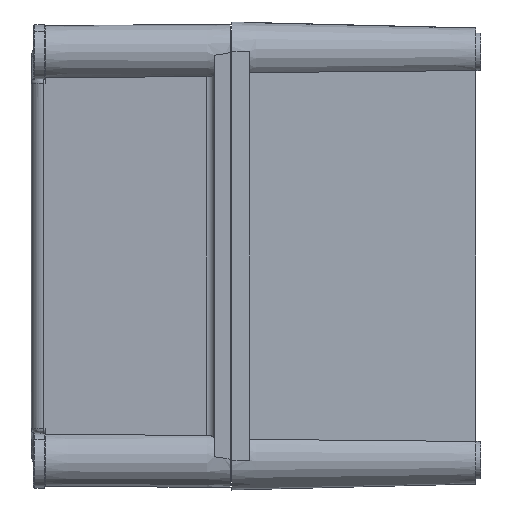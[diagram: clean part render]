
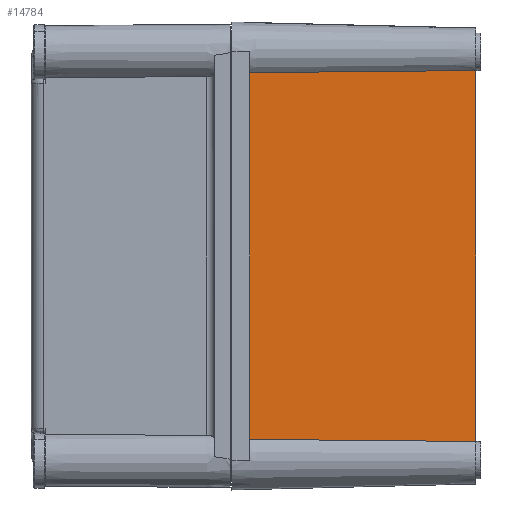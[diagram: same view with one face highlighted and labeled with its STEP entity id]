
A CAD part, left-side view. The second image highlights one B-rep face of the part: STEP entity #14784.
In plain terms, the highlighted planar face has unit normal (-1, -0.026, 0).
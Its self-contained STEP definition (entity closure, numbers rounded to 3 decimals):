
#1205 = EDGE_CURVE ( 'NONE', #4763, #12190, #16754, .T. ) ;
#1576 = CARTESIAN_POINT ( 'NONE',  ( -89.543, 58.937, -73.922 ) ) ;
#1705 = DIRECTION ( 'NONE',  ( -1., -0.026, 0. ) ) ;
#1860 = CARTESIAN_POINT ( 'NONE',  ( -88.75, 28.641, -74.203 ) ) ;
#2120 = ORIENTED_EDGE ( 'NONE', *, *, #4331, .F. ) ;
#2298 = VECTOR ( 'NONE', #21980, 1000. ) ;
#2408 = EDGE_CURVE ( 'NONE', #10455, #12190, #20278, .T. ) ;
#2701 = LINE ( 'NONE', #20235, #2298 ) ;
#3285 = CARTESIAN_POINT ( 'NONE',  ( -90.378, 90.8, -73.656 ) ) ;
#3563 = DIRECTION ( 'NONE',  ( 0.026, -1., 0. ) ) ;
#3598 = ORIENTED_EDGE ( 'NONE', *, *, #22018, .F. ) ;
#4331 = EDGE_CURVE ( 'NONE', #12578, #4763, #2701, .T. ) ;
#4763 = VERTEX_POINT ( 'NONE', #20085 ) ;
#8256 = CARTESIAN_POINT ( 'NONE',  ( -88., 0., -83. ) ) ;
#8971 = DIRECTION ( 'NONE',  ( 0., 0., 1. ) ) ;
#9959 = ORIENTED_EDGE ( 'NONE', *, *, #1205, .F. ) ;
#10094 = CARTESIAN_POINT ( 'NONE',  ( -88., 0., -83. ) ) ;
#10455 = VERTEX_POINT ( 'NONE', #17547 ) ;
#12190 = VERTEX_POINT ( 'NONE', #13781 ) ;
#12357 = CARTESIAN_POINT ( 'NONE',  ( -88.75, 28.641, 74.203 ) ) ;
#12578 = VERTEX_POINT ( 'NONE', #12680 ) ;
#12680 = CARTESIAN_POINT ( 'NONE',  ( -90.378, 90.8, -73.656 ) ) ;
#12969 = VECTOR ( 'NONE', #8971, 1000. ) ;
#13568 = EDGE_LOOP ( 'NONE', ( #2120, #3598, #21269, #9959 ) ) ;
#13781 = CARTESIAN_POINT ( 'NONE',  ( -88., 0., 74.5 ) ) ;
#13808 = CARTESIAN_POINT ( 'NONE',  ( -88., 0., 74.5 ) ) ;
#14071 = CARTESIAN_POINT ( 'NONE',  ( -88., 0., -74.5 ) ) ;
#14784 = ADVANCED_FACE ( 'NONE', ( #21186 ), #20319, .T. ) ;
#15114 = AXIS2_PLACEMENT_3D ( 'NONE', #8256, #1705, #3563 ) ;
#16754 =( BOUNDED_CURVE ( )  B_SPLINE_CURVE ( 3, ( #19055, #17220, #12357, #13808 ),
 .UNSPECIFIED., .F., .F. ) 
 B_SPLINE_CURVE_WITH_KNOTS ( ( 4, 4 ),
 ( 2.296, 2.404 ),
 .UNSPECIFIED. ) 
 CURVE ( )  GEOMETRIC_REPRESENTATION_ITEM ( )  RATIONAL_B_SPLINE_CURVE ( ( 1., 0.999, 0.999, 1. ) ) 
 REPRESENTATION_ITEM ( '' )  );
#17220 = CARTESIAN_POINT ( 'NONE',  ( -89.543, 58.937, 73.922 ) ) ;
#17547 = CARTESIAN_POINT ( 'NONE',  ( -88., 0., -74.5 ) ) ;
#19055 = CARTESIAN_POINT ( 'NONE',  ( -90.378, 90.8, 73.656 ) ) ;
#20085 = CARTESIAN_POINT ( 'NONE',  ( -90.378, 90.8, 73.656 ) ) ;
#20235 = CARTESIAN_POINT ( 'NONE',  ( -90.378, 90.8, -83. ) ) ;
#20278 = LINE ( 'NONE', #10094, #12969 ) ;
#20319 = PLANE ( 'NONE',  #15114 ) ;
#21186 = FACE_OUTER_BOUND ( 'NONE', #13568, .T. ) ;
#21269 = ORIENTED_EDGE ( 'NONE', *, *, #2408, .T. ) ;
#21980 = DIRECTION ( 'NONE',  ( 0., 0., 1. ) ) ;
#22018 = EDGE_CURVE ( 'NONE', #10455, #12578, #22173, .T. ) ;
#22173 =( BOUNDED_CURVE ( )  B_SPLINE_CURVE ( 3, ( #14071, #1860, #1576, #3285 ),
 .UNSPECIFIED., .F., .F. ) 
 B_SPLINE_CURVE_WITH_KNOTS ( ( 4, 4 ),
 ( 3.879, 3.987 ),
 .UNSPECIFIED. ) 
 CURVE ( )  GEOMETRIC_REPRESENTATION_ITEM ( )  RATIONAL_B_SPLINE_CURVE ( ( 1., 0.999, 0.999, 1. ) ) 
 REPRESENTATION_ITEM ( '' )  );
